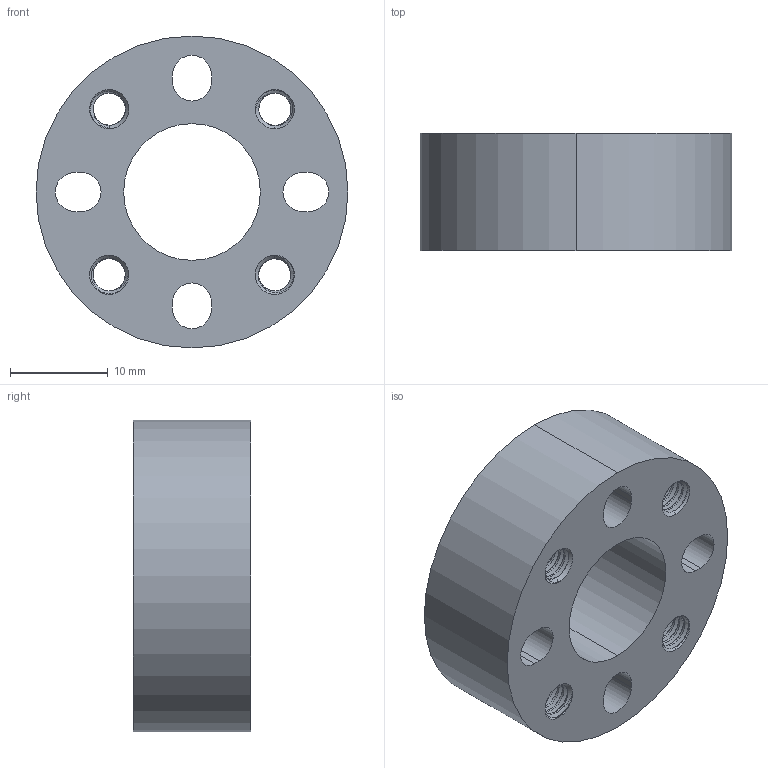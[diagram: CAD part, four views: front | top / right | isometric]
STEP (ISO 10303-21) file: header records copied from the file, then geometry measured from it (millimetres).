
FILE_DESCRIPTION (( 'STEP AP203' ), '1' );
FILE_NAME ('1504-0032-0012.STEP', '2017-04-06T18:42:39', ( '' ), ( '' ), 'SwSTEP 2.0', 'SolidWorks 2016', '' );
FILE_SCHEMA (( 'CONFIG_CONTROL_DESIGN' ));
Length unit declared in the file: millimetre
Products named in the file (1): 1504-0032-0012
Bounding box: 31.95 x 12 x 31.95 mm (x, y, z)
Volume: 6547.5 mm3; surface area: 4334.3 mm2
Topology: 1 solids, 1 shells, 336 faces, 982 edges, 648 vertices
Faces by surface type: cylinder 294, cone 24, plane 10, bspline 8
Entity records: 22627 total; most frequent: CARTESIAN_POINT 15289, ORIENTED_EDGE 1964, DIRECTION 1132, EDGE_CURVE 982, VERTEX_POINT 648, AXIS2_PLACEMENT_3D 403, EDGE_LOOP 354, ADVANCED_FACE 336
